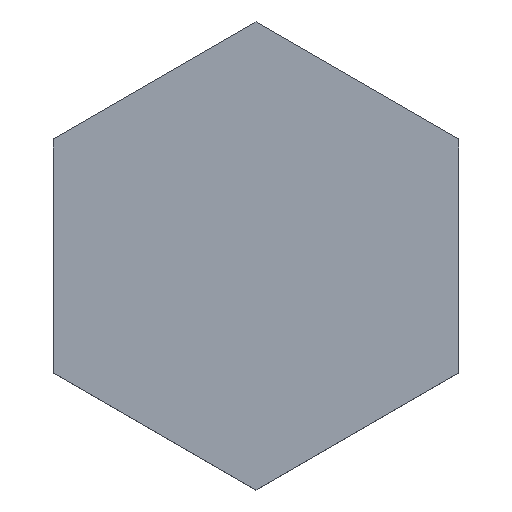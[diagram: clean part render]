
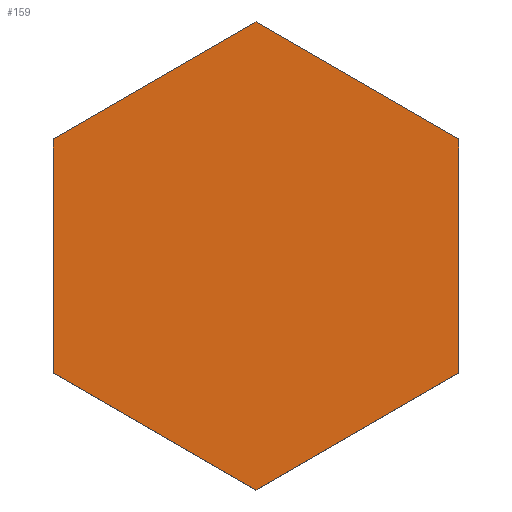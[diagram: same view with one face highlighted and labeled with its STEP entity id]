
A CAD part, top view. The second image highlights one B-rep face of the part: STEP entity #159.
In plain terms, the highlighted planar face has unit normal (0, 0, 1).
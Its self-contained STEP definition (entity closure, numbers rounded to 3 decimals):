
#159=ADVANCED_FACE('',(#9948),#9950,.T.);
#9948=FACE_BOUND('',#9949,.T.);
#9949=EDGE_LOOP('',(#10856,#10857,#10858,#10859,#10860,#10861));
#9950=PLANE('',#9951);
#9951=AXIS2_PLACEMENT_3D('',#9952,#9953,#9954);
#9952=CARTESIAN_POINT('',(0.,0.,32.));
#9953=DIRECTION('',(0.,0.,1.));
#9954=DIRECTION('',(-1.,0.,0.));
#10856=ORIENTED_EDGE('',*,*,#11085,.T.);
#10857=ORIENTED_EDGE('',*,*,#11083,.T.);
#10858=ORIENTED_EDGE('',*,*,#11081,.T.);
#10859=ORIENTED_EDGE('',*,*,#11079,.T.);
#10860=ORIENTED_EDGE('',*,*,#11077,.T.);
#10861=ORIENTED_EDGE('',*,*,#11075,.T.);
#11075=EDGE_CURVE('',#11277,#11275,#11278,.T.);
#11077=EDGE_CURVE('',#11280,#11277,#11281,.T.);
#11079=EDGE_CURVE('',#11283,#11280,#11284,.T.);
#11081=EDGE_CURVE('',#11286,#11283,#11287,.T.);
#11083=EDGE_CURVE('',#11289,#11286,#11290,.T.);
#11085=EDGE_CURVE('',#11275,#11289,#11292,.T.);
#11275=VERTEX_POINT('',#15837);
#11277=VERTEX_POINT('',#15841);
#11278=LINE('',#15842,#15843);
#11280=VERTEX_POINT('',#15848);
#11281=LINE('',#15849,#15850);
#11283=VERTEX_POINT('',#15855);
#11284=LINE('',#15856,#15857);
#11286=VERTEX_POINT('',#15862);
#11287=LINE('',#15863,#15864);
#11289=VERTEX_POINT('',#15869);
#11290=LINE('',#15870,#15871);
#11292=LINE('',#15876,#15877);
#15837=CARTESIAN_POINT('',(0.,-5.774,32.));
#15841=CARTESIAN_POINT('',(-5.,-2.887,32.));
#15842=CARTESIAN_POINT('',(-5.,-2.887,32.));
#15843=VECTOR('',#15844,1.);
#15844=DIRECTION('',(0.866,-0.5,0.));
#15848=CARTESIAN_POINT('',(-5.,2.887,32.));
#15849=CARTESIAN_POINT('',(-5.,2.887,32.));
#15850=VECTOR('',#15851,1.);
#15851=DIRECTION('',(0.,-1.,0.));
#15855=CARTESIAN_POINT('',(0.,5.774,32.));
#15856=CARTESIAN_POINT('',(0.,5.774,32.));
#15857=VECTOR('',#15858,1.);
#15858=DIRECTION('',(-0.866,-0.5,0.));
#15862=CARTESIAN_POINT('',(5.,2.887,32.));
#15863=CARTESIAN_POINT('',(5.,2.887,32.));
#15864=VECTOR('',#15865,1.);
#15865=DIRECTION('',(-0.866,0.5,0.));
#15869=CARTESIAN_POINT('',(5.,-2.887,32.));
#15870=CARTESIAN_POINT('',(5.,-2.887,32.));
#15871=VECTOR('',#15872,1.);
#15872=DIRECTION('',(0.,1.,0.));
#15876=CARTESIAN_POINT('',(0.,-5.774,32.));
#15877=VECTOR('',#15878,1.);
#15878=DIRECTION('',(0.866,0.5,0.));
